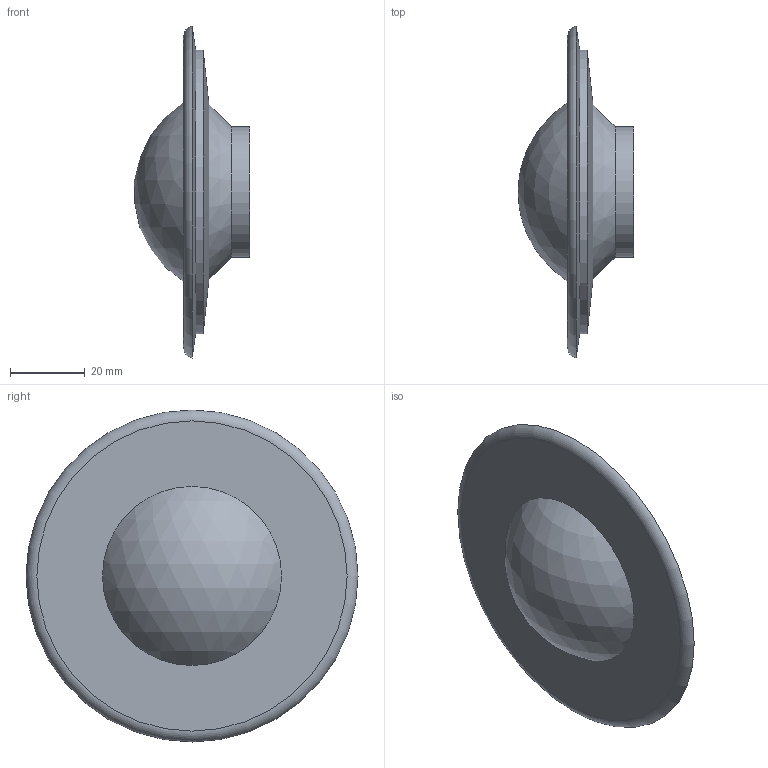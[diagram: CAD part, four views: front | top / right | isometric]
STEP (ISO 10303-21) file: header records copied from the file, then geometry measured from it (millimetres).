
FILE_DESCRIPTION(/* description */ (''),/* implementation_level */ '2;1');
FILE_NAME(/* name */ 'INT-207-02-002.stp',/* time_stamp */ '2022-08-06T22:53:13+05:00',/* author */ ('Дом'),/* organization */ (''),/* preprocessor_version */ 'ST-DEVELOPER v19',/* originating_system */ 'Autodesk Inventor 2023',/* authorisation */ '');
FILE_SCHEMA (('AUTOMOTIVE_DESIGN { 1 0 10303 214 3 1 1 }'));
Length unit declared in the file: millimetre
Products named in the file (1): INT-207-02-002
Bounding box: 30.99 x 89 x 89 mm (x, y, z)
Volume: 46640.7 mm3; surface area: 16534.8 mm2
Topology: 1 solids, 1 shells, 14 faces, 22 edges, 14 vertices
Faces by surface type: sphere 4, cylinder 4, cone 3, plane 2, torus 1
Full cylindrical faces by diameter (mm): 25 x1, 28 x1, 35 x1, 76 x1
Entity records: 362 total; most frequent: DIRECTION 67, CARTESIAN_POINT 51, ORIENTED_EDGE 44, AXIS2_PLACEMENT_3D 30, EDGE_CURVE 22, EDGE_LOOP 18, CIRCLE 15, FACE_OUTER_BOUND 14
